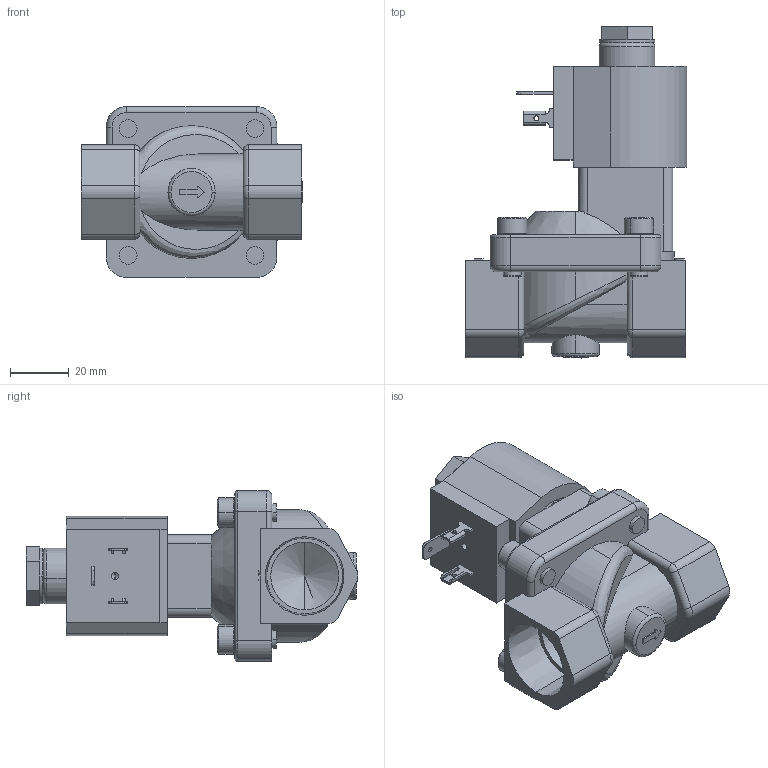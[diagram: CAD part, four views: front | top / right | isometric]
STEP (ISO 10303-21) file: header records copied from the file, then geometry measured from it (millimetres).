
FILE_DESCRIPTION (( 'STEP AP203' ), '1' );
FILE_NAME ('NS712YH02C9EG5.step', '2025-02-18T15:47:54', ( '' ), ( '' ), 'SwSTEP 2.0', 'SolidWorks 2024', '' );
FILE_SCHEMA (( 'CONFIG_CONTROL_DESIGN' ));
Length unit declared in the file: millimetre
Products named in the file (1): NS712YH02C9EG5
Bounding box: 75.32 x 112.71 x 58 mm (x, y, z)
Volume: 161462.2 mm3; surface area: 32099 mm2
Topology: 1 solids, 1 shells, 379 faces, 929 edges, 575 vertices
Faces by surface type: plane 195, cylinder 95, cone 59, torus 16, bspline 14
Entity records: 12541 total; most frequent: CARTESIAN_POINT 3554, DIRECTION 1853, ORIENTED_EDGE 1846, EDGE_CURVE 923, AXIS2_PLACEMENT_3D 649, VERTEX_POINT 575, VECTOR 555, LINE 555
